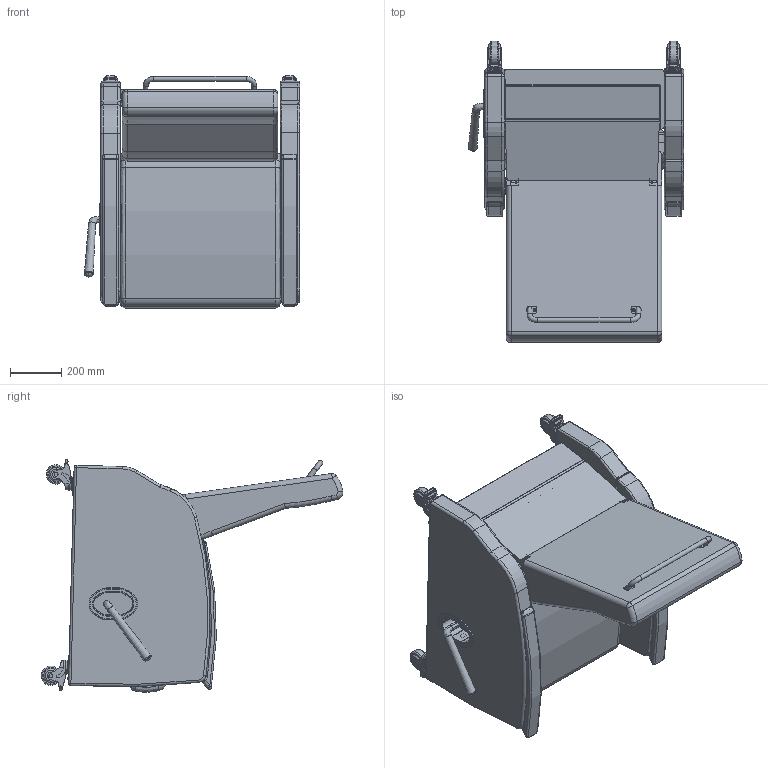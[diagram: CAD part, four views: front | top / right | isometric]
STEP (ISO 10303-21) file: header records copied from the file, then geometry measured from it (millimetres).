
FILE_DESCRIPTION(/* description */ (''),/* implementation_level */ '2;1');
FILE_NAME(/* name */ 'R1147J.stp',/* time_stamp */ '2017-09-15T15:09:39-04:00',/* author */ ('emehringer'),/* organization */ (''),/* preprocessor_version */ 'ST-DEVELOPER v16.5',/* originating_system */ 'Autodesk Inventor 2017',/* authorisation */ '');
FILE_SCHEMA (('AUTOMOTIVE_DESIGN { 1 0 10303 214 3 1 1 }'));
Length unit declared in the file: inch
Products named in the file (39): R1147U; H1010 UBACK; PB3; PUSH BAR 17.625; PUSH BAR 17.625_1; PUSH BAR 17.625 right side; 1420X1.5 PSHPB; H1010 UBACK_1; JC BOLT 60X17MM; 5/16X18 JAM NUT; 5/16" WASHER; 5/16X.18 LK NUT; 4000 UKP; 4000 USEAT; EV7070 UBACK FLAP; BEZEL-1; 4000 UKO; HDL 3000 BLK; HDL 3000 BLKPLASTIC; HDL 3000 BLK METAL; E1010 FARM L; E1040 ACARM  R; EV (REMOVABLE ARM RIGHT)1; EV REMOVABLE LARM R UPHOLSTERED; EV REMOVABLE UARM L UPHOLSTERED2; CABLE LEVER; CAST COL 4inSLB; _NG-03AMP-125-TL-TP01_fork; _TP01_Next Generation Series_0; _NG-03QDP-125-SW-TP01_rivet; _NG-03AMP-125-TL-TP01_wheel_core; _NG-03AMP-125-TL-TP01_wheel_tread; _NG-03AMP-125-TL-TP01_wheel_guard; _NG-03AMP-125-TL-TP01_wheel_tguard; _NG-03AMP-125-TL-TP01_cap; 7000-2 CON PLT; MAC R1010; MAC R1010_1; MAC R1010 (metal)
Assembly tree (56 placements, depth 5):
  R1147U
    H1010 UBACK
      PB3
        PUSH BAR 17.625
          PUSH BAR 17.625_1
          PUSH BAR 17.625 right side
        1420X1.5 PSHPB  x2
      H1010 UBACK_1
      JC BOLT 60X17MM  x4
      5/16X18 JAM NUT  x4
      5/16" WASHER  x4
      5/16X.18 LK NUT  x4
    4000 UKP
    4000 USEAT
    EV7070 UBACK FLAP
    BEZEL-1
    4000 UKO
    HDL 3000 BLK
      HDL 3000 BLKPLASTIC
      HDL 3000 BLK METAL
    E1010 FARM L
    E1040 ACARM  R
      EV (REMOVABLE ARM RIGHT)1
        EV REMOVABLE LARM R UPHOLSTERED
        EV REMOVABLE UARM L UPHOLSTERED2
    CABLE LEVER
    CAST COL 4inSLB  x4
      _NG-03AMP-125-TL-TP01_fork
      _TP01_Next Generation Series_0
      _NG-03QDP-125-SW-TP01_rivet
      _NG-03AMP-125-TL-TP01_wheel_core
      _NG-03AMP-125-TL-TP01_wheel_tread
      _NG-03AMP-125-TL-TP01_wheel_guard
      _NG-03AMP-125-TL-TP01_wheel_tguard
      _NG-03AMP-125-TL-TP01_cap
    7000-2 CON PLT
    MAC R1010  x2
      MAC R1010_1
      MAC R1010 (metal)
Bounding box: 842.29 x 1181.08 x 908.87 mm (x, y, z)
Volume: 175187172.6 mm3; surface area: 6540562.5 mm2
Topology: 78 solids, 100 shells, 1837 faces, 4227 edges, 2646 vertices
Faces by surface type: cylinder 706, plane 698, torus 196, cone 160, bspline 54, sphere 23
Full cylindrical faces by diameter (mm): 3.969 x8, 5.953 x1, 6.35 x18, 6.401 x12, 7.302 x4, 7.938 x2, 8.89 x4, 9.398 x4, 11.112 x8, 11.989 x4, 12.497 x2, 12.7 x4, 14.877 x4, 15.062 x4, 15.24 x8, 16.891 x4, 19.05 x3, 19.075 x4, 22.987 x4, 25.4 x4, 31.75 x2, 38.049 x4, 44.298 x4, 52.273 x4, 55.372 x8, 57.15 x8, 76.2 x4
Entity records: 31470 total; most frequent: CARTESIAN_POINT 7952, DIRECTION 5087, ORIENTED_EDGE 4278, EDGE_CURVE 2139, AXIS2_PLACEMENT_3D 2083, VERTEX_POINT 1362, EDGE_LOOP 1159, FACE_OUTER_BOUND 1002
